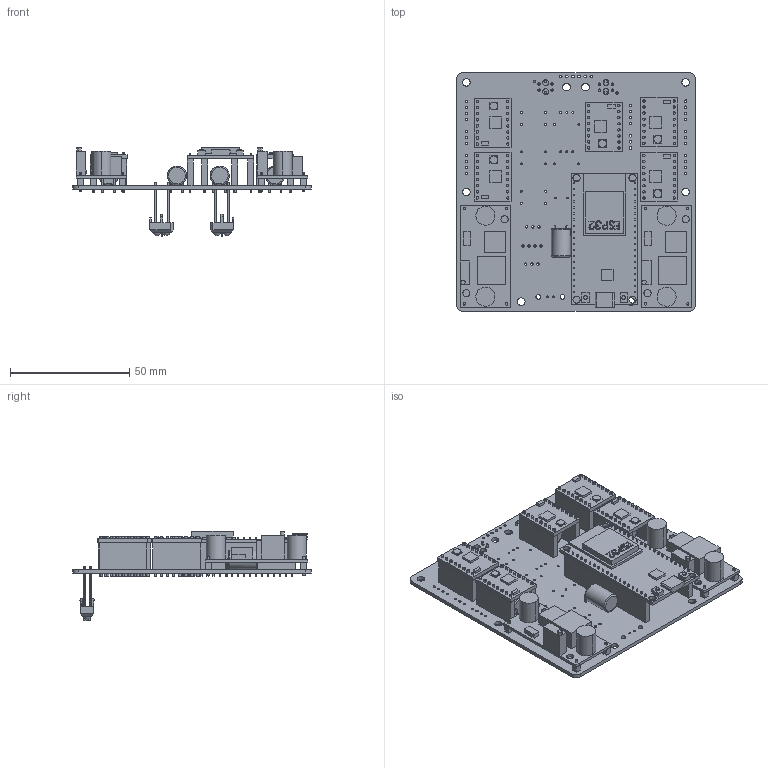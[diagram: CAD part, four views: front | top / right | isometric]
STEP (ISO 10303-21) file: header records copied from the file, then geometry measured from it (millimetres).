
FILE_DESCRIPTION(('KiCad electronic assembly'),'2;1');
FILE_NAME('PCB_QuiBot.step','2022-04-01T17:52:10',('Pcbnew'),('Kicad'), 'Open CASCADE STEP processor 7.6','KiCad to STEP converter','Unknown' );
FILE_SCHEMA(('AUTOMOTIVE_DESIGN { 1 0 10303 214 1 1 1 1 }'));
Length unit declared in the file: millimetre
Products named in the file (12): PCB_QuiBot 1; Pololu_A4988; COMPOUND; DC-DC_XL6009E1; Condensador_D8_L12_Tombat; ESP32_DEVKIT_AZD; TCRT5000_Line_follower; _autosave-PCB_QuiBot PCB
Assembly tree (22 placements, depth 3):
  PCB_QuiBot 1
    Pololu_A4988  x5
      COMPOUND
    DC-DC_XL6009E1  x2
      COMPOUND
    Condensador_D8_L12_Tombat  x6
      COMPOUND
    ESP32_DEVKIT_AZD
      COMPOUND
    TCRT5000_Line_follower  x2
      COMPOUND
    _autosave-PCB_QuiBot PCB
Bounding box: 100 x 100 x 37.71 mm (x, y, z)
Volume: 44032.9 mm3; surface area: 57833.9 mm2
Topology: 224 solids, 224 shells, 1590 faces, 3361 edges, 2219 vertices
Faces by surface type: bspline 1317, cylinder 267, plane 6
Full cylindrical faces by diameter (mm): 0.762 x72, 0.8 x106, 1 x55, 1.2 x8, 2 x10, 2.5 x4, 3.2 x8
Entity records: 57236 total; most frequent: CARTESIAN_POINT 20729, ORIENTED_EDGE 4308, PCURVE 4308, DEFINITIONAL_REPRESENTATION 4308, B_SPLINE_CURVE_WITH_KNOTS 3645, DIRECTION 3565, EDGE_CURVE 2154, SURFACE_CURVE 1887
